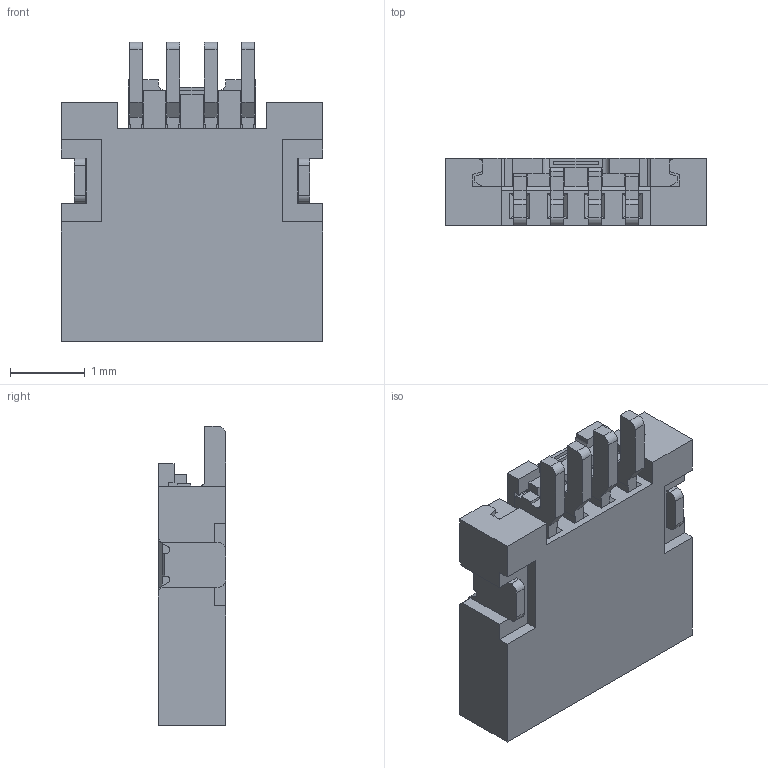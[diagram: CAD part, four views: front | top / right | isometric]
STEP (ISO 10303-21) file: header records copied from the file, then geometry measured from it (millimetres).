
FILE_DESCRIPTION((''),'2;1');
FILE_NAME('59453-041110EDHLF','2023-07-06T15:06:52',('WatanaSe'),('AFCI'),'CREO PARAMETRIC BY PTC INC, 2021184','CREO PARAMETRIC BY PTC INC, 2021184','');
FILE_SCHEMA(('AUTOMOTIVE_DESIGN { 1 0 10303 214 1 1 1 1 }'));
Length unit declared in the file: millimetre
Products named in the file (1): 59453-041110EDHLF
Bounding box: 3.5 x 0.9 x 4 mm (x, y, z)
Volume: 7.4 mm3; surface area: 80 mm2
Topology: 1 solids, 1 shells, 580 faces, 1792 edges, 1136 vertices
Faces by surface type: plane 510, cylinder 70
Entity records: 19975 total; most frequent: ORIENTED_EDGE 3584, CARTESIAN_POINT 3545, DIRECTION 3095, EDGE_CURVE 1792, VECTOR 1650, LINE 1650, VERTEX_POINT 1136, AXIS2_PLACEMENT_3D 721
